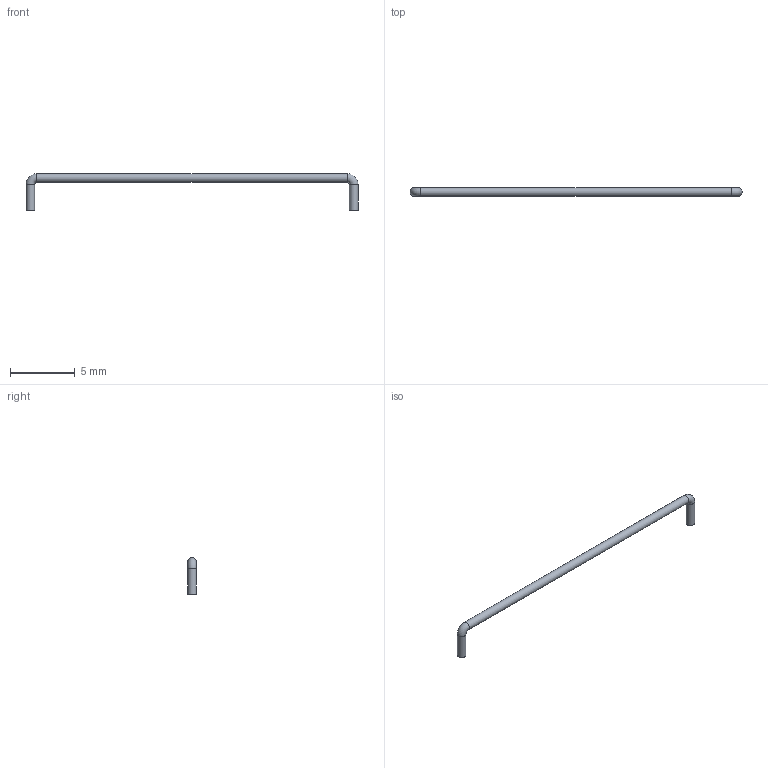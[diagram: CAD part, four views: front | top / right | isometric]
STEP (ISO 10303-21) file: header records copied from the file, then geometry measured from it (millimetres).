
FILE_DESCRIPTION(('FreeCAD Model'),'2;1');
FILE_NAME('25.stp', '2014-10-30T15:52:16',('FreeCAD'),('FreeCAD'), 'Open CASCADE STEP processor 6.6','FreeCAD','Unknown');
FILE_SCHEMA(('AUTOMOTIVE_DESIGN_CC2 { 1 2 10303 214 -1 1 5 4 }'));
Length unit declared in the file: millimetre
Products named in the file (1): Sweep
Bounding box: 25.66 x 0.66 x 2.83 mm (x, y, z)
Volume: 10.1 mm3; surface area: 62 mm2
Topology: 1 solids, 1 shells, 7 faces, 11 edges, 6 vertices
Faces by surface type: cylinder 3, torus 2, plane 2
Full cylindrical faces by diameter (mm): 0.66 x3
Entity records: 320 total; most frequent: CARTESIAN_POINT 70, DIRECTION 44, ORIENTED_EDGE 22, PCURVE 22, DEFINITIONAL_REPRESENTATION 22, AXIS2_PLACEMENT_3D 16, LINE 12, VECTOR 12
